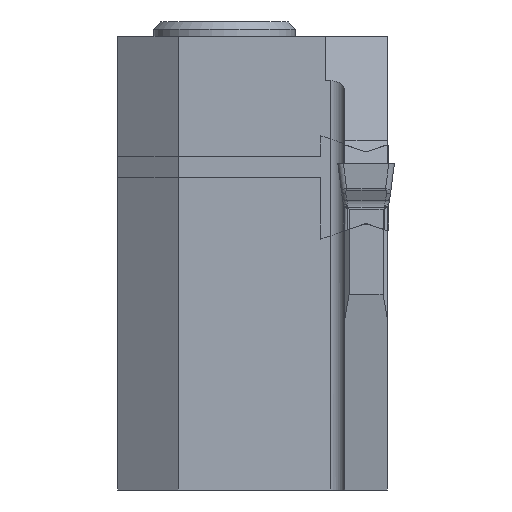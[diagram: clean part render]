
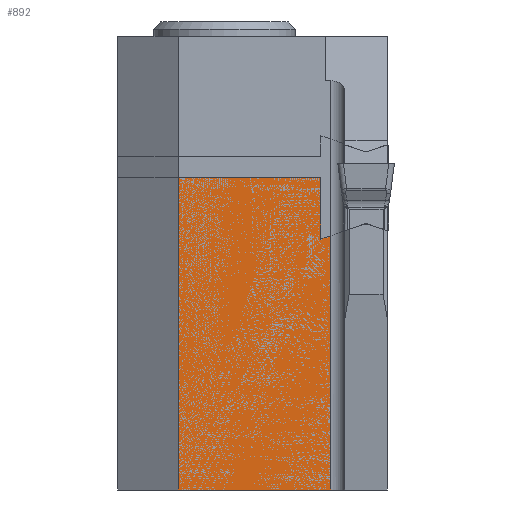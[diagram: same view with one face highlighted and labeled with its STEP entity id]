
A CAD part, left-side view. The second image highlights one B-rep face of the part: STEP entity #892.
In plain terms, the highlighted planar face has unit normal (-1, 0, 0).
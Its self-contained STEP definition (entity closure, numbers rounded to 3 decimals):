
#892=ADVANCED_FACE('',(#1154),#1062,.F.);
#1062=PLANE('',#3633);
#1154=FACE_OUTER_BOUND('',#1301,.T.);
#1301=EDGE_LOOP('',(#1615,#1616,#1617,#1618,#1619,#1620));
#1615=ORIENTED_EDGE('',*,*,#2725,.F.);
#1616=ORIENTED_EDGE('',*,*,#2721,.F.);
#1617=ORIENTED_EDGE('',*,*,#2726,.F.);
#1618=ORIENTED_EDGE('',*,*,#2727,.T.);
#1619=ORIENTED_EDGE('',*,*,#2728,.T.);
#1620=ORIENTED_EDGE('',*,*,#2729,.T.);
#2445=VERTEX_POINT('',#4793);
#2446=VERTEX_POINT('',#4795);
#2449=VERTEX_POINT('',#4805);
#2450=VERTEX_POINT('',#4807);
#2451=VERTEX_POINT('',#4809);
#2452=VERTEX_POINT('',#4811);
#2721=EDGE_CURVE('',#2446,#2445,#3133,.T.);
#2725=EDGE_CURVE('',#2445,#2449,#3137,.T.);
#2726=EDGE_CURVE('',#2450,#2446,#3138,.T.);
#2727=EDGE_CURVE('',#2450,#2451,#3139,.T.);
#2728=EDGE_CURVE('',#2451,#2452,#3140,.T.);
#2729=EDGE_CURVE('',#2452,#2449,#3141,.T.);
#3133=LINE('',#4796,#3393);
#3137=LINE('',#4804,#3397);
#3138=LINE('',#4806,#3398);
#3139=LINE('',#4808,#3399);
#3140=LINE('',#4810,#3400);
#3141=LINE('',#4812,#3401);
#3393=VECTOR('',#3951,1.);
#3397=VECTOR('',#3959,1.);
#3398=VECTOR('',#3960,1.);
#3399=VECTOR('',#3961,1.);
#3400=VECTOR('',#3962,1.);
#3401=VECTOR('',#3963,1.);
#3633=AXIS2_PLACEMENT_3D('',#4813,#3964,#3965);
#3951=DIRECTION('',(0.,0.,1.));
#3959=DIRECTION('',(0.,-1.,0.));
#3960=DIRECTION('',(0.,1.,0.));
#3961=DIRECTION('',(0.,0.,1.));
#3962=DIRECTION('',(0.,0.946,-0.326));
#3963=DIRECTION('',(0.,0.,1.));
#3964=DIRECTION('',(1.,0.,0.));
#3965=DIRECTION('',(0.,0.,-1.));
#4793=CARTESIAN_POINT('',(14.,13.266,-1.));
#4795=CARTESIAN_POINT('',(14.,13.266,-23.05));
#4796=CARTESIAN_POINT('',(14.,13.266,-23.05));
#4804=CARTESIAN_POINT('',(14.,1.5,-1.));
#4805=CARTESIAN_POINT('',(14.,3.2,-1.));
#4806=CARTESIAN_POINT('',(14.,1.5,-23.05));
#4807=CARTESIAN_POINT('',(14.,2.5,-23.05));
#4808=CARTESIAN_POINT('',(14.,2.5,9.));
#4809=CARTESIAN_POINT('',(14.,2.5,-5.089));
#4810=CARTESIAN_POINT('',(14.,7.135,-6.685));
#4811=CARTESIAN_POINT('',(14.,3.2,-5.33));
#4812=CARTESIAN_POINT('',(14.,3.2,-23.05));
#4813=CARTESIAN_POINT('',(14.,1.5,-23.05));
